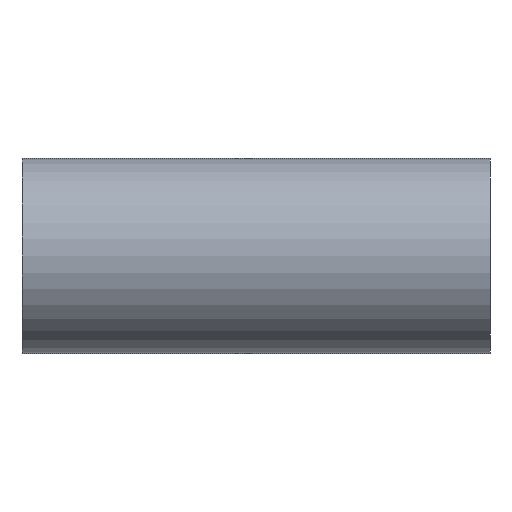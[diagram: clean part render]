
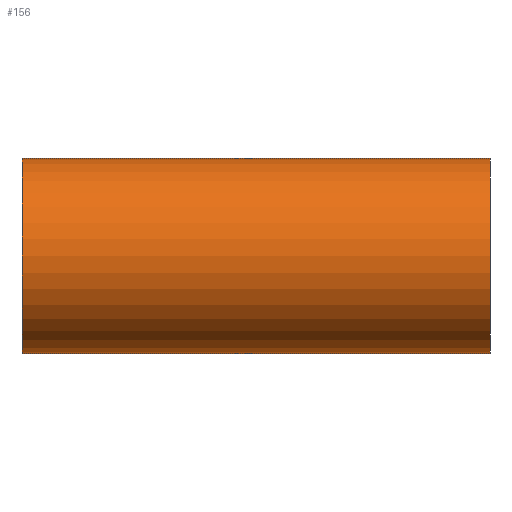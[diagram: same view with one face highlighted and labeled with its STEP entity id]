
A CAD part, front view. The second image highlights one B-rep face of the part: STEP entity #156.
In plain terms, the highlighted cylindrical face has radius 31.75 mm (diameter 63.5 mm), a full revolution.
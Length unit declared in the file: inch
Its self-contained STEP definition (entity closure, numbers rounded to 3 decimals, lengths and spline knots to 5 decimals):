
#18=FACE_BOUND('',#48,.T.);
#25=LINE('',#446,#30);
#30=VECTOR('',#216,1.25);
#34=CYLINDRICAL_SURFACE('',#185,1.25);
#39=FACE_OUTER_BOUND('',#47,.T.);
#47=EDGE_LOOP('',(#123,#124,#125,#126,#127,#128));
#48=EDGE_LOOP('',(#129));
#60=B_SPLINE_CURVE_WITH_KNOTS('',3,(#408,#409,#410,#411,#412,#413,#414,
#415,#416,#417,#418,#419,#420,#421,#422,#423,#424,#425,#426,#427,#428,#429,
#430,#431,#432,#433),.UNSPECIFIED.,.T.,.F.,(4,1,1,1,1,1,1,1,1,1,1,1,1,1,
1,1,1,1,1,1,1,1,1,4),(-16.40916,-15.82312,-15.23707,
-14.06499,-13.2836,-12.50222,-11.72083,
-10.93944,-9.76736,-9.37666,-8.59527,
-8.20458,-7.81388,-7.42319,-7.0325,
-6.25111,-5.46972,-4.68833,-3.90694,
-3.12555,-2.34417,-1.17208,-0.58604,
0.),.UNSPECIFIED.);
#65=CIRCLE('',#186,1.25);
#66=CIRCLE('',#187,1.25);
#67=CIRCLE('',#188,1.25);
#68=CIRCLE('',#189,1.25);
#74=VERTEX_POINT('',#374);
#79=VERTEX_POINT('',#441);
#80=VERTEX_POINT('',#442);
#81=VERTEX_POINT('',#445);
#82=VERTEX_POINT('',#447);
#93=EDGE_CURVE('',#74,#74,#60,.T.);
#97=EDGE_CURVE('',#79,#80,#65,.T.);
#98=EDGE_CURVE('',#80,#79,#66,.T.);
#99=EDGE_CURVE('',#80,#81,#25,.T.);
#100=EDGE_CURVE('',#81,#82,#67,.T.);
#101=EDGE_CURVE('',#82,#81,#68,.T.);
#123=ORIENTED_EDGE('',*,*,#97,.F.);
#124=ORIENTED_EDGE('',*,*,#98,.F.);
#125=ORIENTED_EDGE('',*,*,#99,.T.);
#126=ORIENTED_EDGE('',*,*,#100,.T.);
#127=ORIENTED_EDGE('',*,*,#101,.T.);
#128=ORIENTED_EDGE('',*,*,#99,.F.);
#129=ORIENTED_EDGE('',*,*,#93,.F.);
#156=ADVANCED_FACE('',(#39,#18),#34,.T.);
#185=AXIS2_PLACEMENT_3D('',#440,#210,#211);
#186=AXIS2_PLACEMENT_3D('',#443,#212,#213);
#187=AXIS2_PLACEMENT_3D('',#444,#214,#215);
#188=AXIS2_PLACEMENT_3D('',#448,#217,#218);
#189=AXIS2_PLACEMENT_3D('',#449,#219,#220);
#210=DIRECTION('center_axis',(-1.,0.,0.));
#211=DIRECTION('ref_axis',(0.,0.,1.));
#212=DIRECTION('center_axis',(-1.,0.,0.));
#213=DIRECTION('ref_axis',(0.,0.,1.));
#214=DIRECTION('center_axis',(-1.,0.,0.));
#215=DIRECTION('ref_axis',(0.,0.,1.));
#216=DIRECTION('',(1.,0.,0.));
#217=DIRECTION('center_axis',(-1.,0.,0.));
#218=DIRECTION('ref_axis',(0.,0.,1.));
#219=DIRECTION('center_axis',(-1.,0.,0.));
#220=DIRECTION('ref_axis',(0.,0.,1.));
#374=CARTESIAN_POINT('',(0.,0.73386,-1.0119));
#408=CARTESIAN_POINT('Ctrl Pts',(0.,0.73386,
-1.0119));
#409=CARTESIAN_POINT('Ctrl Pts',(-0.08442,0.73386,
-1.0119));
#410=CARTESIAN_POINT('Ctrl Pts',(-0.25246,0.76195,-0.99216));
#411=CARTESIAN_POINT('Ctrl Pts',(-0.5463,0.88779,-0.88867));
#412=CARTESIAN_POINT('Ctrl Pts',(-0.80319,1.05702,-0.69534));
#413=CARTESIAN_POINT('Ctrl Pts',(-0.99634,1.19865,-0.39507));
#414=CARTESIAN_POINT('Ctrl Pts',(-1.07732,1.26174,-0.08276));
#415=CARTESIAN_POINT('Ctrl Pts',(-1.04955,1.23957,0.24419));
#416=CARTESIAN_POINT('Ctrl Pts',(-0.90059,1.1273,0.57949));
#417=CARTESIAN_POINT('Ctrl Pts',(-0.68784,0.97715,0.78999));
#418=CARTESIAN_POINT('Ctrl Pts',(-0.42728,0.8337,0.9353));
#419=CARTESIAN_POINT('Ctrl Pts',(-0.22519,0.7524,0.99876));
#420=CARTESIAN_POINT('Ctrl Pts',(0.00006,0.72763,
1.0163));
#421=CARTESIAN_POINT('Ctrl Pts',(0.16872,0.74611,1.0032));
#422=CARTESIAN_POINT('Ctrl Pts',(0.32647,0.79331,0.96691));
#423=CARTESIAN_POINT('Ctrl Pts',(0.51835,0.87895,0.89256));
#424=CARTESIAN_POINT('Ctrl Pts',(0.72562,1.00433,0.7574));
#425=CARTESIAN_POINT('Ctrl Pts',(0.92216,1.14311,0.53166));
#426=CARTESIAN_POINT('Ctrl Pts',(1.04936,1.23967,0.2442));
#427=CARTESIAN_POINT('Ctrl Pts',(1.0774,1.26169,-0.08273));
#428=CARTESIAN_POINT('Ctrl Pts',(0.99632,1.19868,-0.39504));
#429=CARTESIAN_POINT('Ctrl Pts',(0.80322,1.05701,-0.69533));
#430=CARTESIAN_POINT('Ctrl Pts',(0.54633,0.88783,-0.88864));
#431=CARTESIAN_POINT('Ctrl Pts',(0.25245,0.76194,-0.99217));
#432=CARTESIAN_POINT('Ctrl Pts',(0.08442,0.73386,-1.0119));
#433=CARTESIAN_POINT('Ctrl Pts',(0.,0.73386,
-1.0119));
#440=CARTESIAN_POINT('Origin',(0.,0.,0.));
#441=CARTESIAN_POINT('',(-3.,0.,1.25));
#442=CARTESIAN_POINT('',(-3.,0.,-1.25));
#443=CARTESIAN_POINT('Origin',(-3.,0.,0.));
#444=CARTESIAN_POINT('Origin',(-3.,0.,0.));
#445=CARTESIAN_POINT('',(3.,0.,-1.25));
#446=CARTESIAN_POINT('',(0.,0.,-1.25));
#447=CARTESIAN_POINT('',(3.,0.,1.25));
#448=CARTESIAN_POINT('Origin',(3.,0.,0.));
#449=CARTESIAN_POINT('Origin',(3.,0.,0.));
